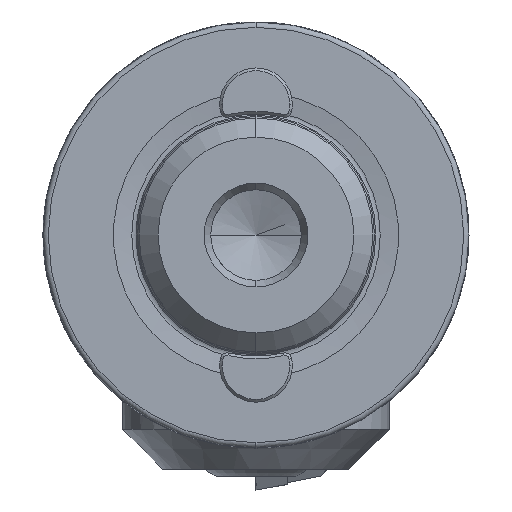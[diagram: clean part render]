
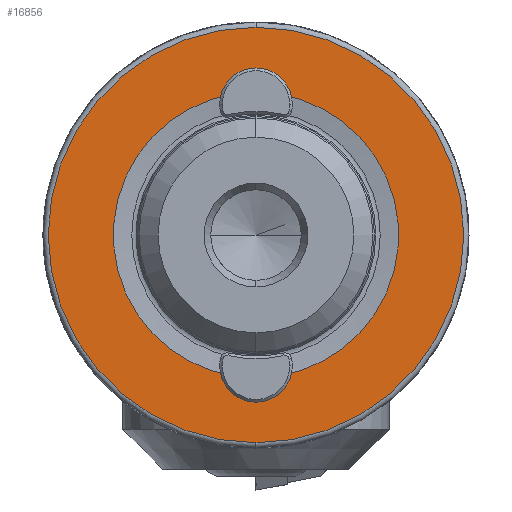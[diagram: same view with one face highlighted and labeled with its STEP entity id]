
A CAD part, left-side view. The second image highlights one B-rep face of the part: STEP entity #16856.
In plain terms, the highlighted planar face has unit normal (-1, 0, 0).
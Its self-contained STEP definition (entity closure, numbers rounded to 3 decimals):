
#45 = EDGE_CURVE ( 'NONE', #31685, #11771, #27470, .T. ) ;
#492 = AXIS2_PLACEMENT_3D ( 'NONE', #9048, #29882, #14306 ) ;
#1559 = FACE_BOUND ( 'NONE', #19048, .T. ) ;
#1639 = ORIENTED_EDGE ( 'NONE', *, *, #15816, .F. ) ;
#1818 = VERTEX_POINT ( 'NONE', #30544 ) ;
#2248 = AXIS2_PLACEMENT_3D ( 'NONE', #27555, #12029, #30209 ) ;
#2647 = AXIS2_PLACEMENT_3D ( 'NONE', #6908, #25137, #9548 ) ;
#2821 = CARTESIAN_POINT ( 'NONE',  ( 0., 0., 0. ) ) ;
#4014 = FACE_OUTER_BOUND ( 'NONE', #21760, .T. ) ;
#4425 = VERTEX_POINT ( 'NONE', #30796 ) ;
#4819 = AXIS2_PLACEMENT_3D ( 'NONE', #24374, #8783, #26958 ) ;
#5449 = DIRECTION ( 'NONE',  ( 0., 0., 1. ) ) ;
#6908 = CARTESIAN_POINT ( 'NONE',  ( 0., 0., 10.85 ) ) ;
#7408 = ORIENTED_EDGE ( 'NONE', *, *, #16909, .T. ) ;
#8026 = CARTESIAN_POINT ( 'NONE',  ( 0., 0., -10.85 ) ) ;
#8386 = CARTESIAN_POINT ( 'NONE',  ( 0., 0., -10.85 ) ) ;
#8783 = DIRECTION ( 'NONE',  ( -1., 0., 0. ) ) ;
#9048 = CARTESIAN_POINT ( 'NONE',  ( 0., 10.715, 0. ) ) ;
#9086 = EDGE_CURVE ( 'NONE', #11771, #1818, #25187, .T. ) ;
#9100 = CARTESIAN_POINT ( 'NONE',  ( 0., 0., 10.85 ) ) ;
#9548 = DIRECTION ( 'NONE',  ( 0., 0., 1. ) ) ;
#10088 = CARTESIAN_POINT ( 'NONE',  ( 0., 0., 12.45 ) ) ;
#10593 = DIRECTION ( 'NONE',  ( -1., 0., 0. ) ) ;
#10670 = DIRECTION ( 'NONE',  ( 0., 0., 1. ) ) ;
#10955 = CIRCLE ( 'NONE', #18634, 1.6 ) ;
#11014 = DIRECTION ( 'NONE',  ( 0., 0., 1. ) ) ;
#11474 = VERTEX_POINT ( 'NONE', #18785 ) ;
#11484 = EDGE_CURVE ( 'NONE', #11474, #27260, #30782, .T. ) ;
#11738 = DIRECTION ( 'NONE',  ( 0., 0., 1. ) ) ;
#11771 = VERTEX_POINT ( 'NONE', #10088 ) ;
#12029 = DIRECTION ( 'NONE',  ( -1., 0., 0. ) ) ;
#12354 = VERTEX_POINT ( 'NONE', #30128 ) ;
#13613 = AXIS2_PLACEMENT_3D ( 'NONE', #8386, #26571, #11014 ) ;
#13985 = ORIENTED_EDGE ( 'NONE', *, *, #9086, .F. ) ;
#14306 = DIRECTION ( 'NONE',  ( 0., 0., -1. ) ) ;
#14940 = ORIENTED_EDGE ( 'NONE', *, *, #23629, .F. ) ;
#15097 = CIRCLE ( 'NONE', #17087, 10.715 ) ;
#15217 = AXIS2_PLACEMENT_3D ( 'NONE', #2821, #21084, #5449 ) ;
#15616 = ORIENTED_EDGE ( 'NONE', *, *, #24498, .F. ) ;
#15816 = EDGE_CURVE ( 'NONE', #1818, #12354, #15097, .T. ) ;
#16199 = CARTESIAN_POINT ( 'NONE',  ( 0., 0., -15.6 ) ) ;
#16856 = ADVANCED_FACE ( 'NONE', ( #1559, #4014 ), #27215, .F. ) ;
#16909 = EDGE_CURVE ( 'NONE', #20882, #4425, #28451, .T. ) ;
#17087 = AXIS2_PLACEMENT_3D ( 'NONE', #26138, #10593, #28776 ) ;
#18634 = AXIS2_PLACEMENT_3D ( 'NONE', #8026, #26215, #10670 ) ;
#18635 = ORIENTED_EDGE ( 'NONE', *, *, #29487, .T. ) ;
#18785 = CARTESIAN_POINT ( 'NONE',  ( 0., 0., -12.45 ) ) ;
#18930 = CIRCLE ( 'NONE', #15217, 15.6 ) ;
#19048 = EDGE_LOOP ( 'NONE', ( #1639, #13985, #29875, #14940, #21199, #15616 ) ) ;
#20738 = CARTESIAN_POINT ( 'NONE',  ( 0., -1.58, 10.598 ) ) ;
#20882 = VERTEX_POINT ( 'NONE', #16199 ) ;
#21084 = DIRECTION ( 'NONE',  ( -1., 0., 0. ) ) ;
#21188 = CIRCLE ( 'NONE', #4819, 10.715 ) ;
#21199 = ORIENTED_EDGE ( 'NONE', *, *, #11484, .F. ) ;
#21760 = EDGE_LOOP ( 'NONE', ( #18635, #7408 ) ) ;
#22282 = AXIS2_PLACEMENT_3D ( 'NONE', #9100, #27264, #11738 ) ;
#23502 = CARTESIAN_POINT ( 'NONE',  ( 0., -1.58, -10.598 ) ) ;
#23629 = EDGE_CURVE ( 'NONE', #27260, #31685, #21188, .T. ) ;
#24374 = CARTESIAN_POINT ( 'NONE',  ( 0., 0., 0. ) ) ;
#24498 = EDGE_CURVE ( 'NONE', #12354, #11474, #10955, .T. ) ;
#25137 = DIRECTION ( 'NONE',  ( -1., 0., 0. ) ) ;
#25187 = CIRCLE ( 'NONE', #22282, 1.6 ) ;
#26138 = CARTESIAN_POINT ( 'NONE',  ( 0., 0., 0. ) ) ;
#26215 = DIRECTION ( 'NONE',  ( -1., 0., 0. ) ) ;
#26571 = DIRECTION ( 'NONE',  ( -1., 0., 0. ) ) ;
#26958 = DIRECTION ( 'NONE',  ( 0., 0., 1. ) ) ;
#27215 = PLANE ( 'NONE',  #492 ) ;
#27260 = VERTEX_POINT ( 'NONE', #23502 ) ;
#27264 = DIRECTION ( 'NONE',  ( -1., 0., 0. ) ) ;
#27470 = CIRCLE ( 'NONE', #2647, 1.6 ) ;
#27555 = CARTESIAN_POINT ( 'NONE',  ( 0., 0., 0. ) ) ;
#28451 = CIRCLE ( 'NONE', #2248, 15.6 ) ;
#28776 = DIRECTION ( 'NONE',  ( 0., 0., 1. ) ) ;
#29487 = EDGE_CURVE ( 'NONE', #4425, #20882, #18930, .T. ) ;
#29875 = ORIENTED_EDGE ( 'NONE', *, *, #45, .F. ) ;
#29882 = DIRECTION ( 'NONE',  ( 1., 0., 0. ) ) ;
#30128 = CARTESIAN_POINT ( 'NONE',  ( 0., 1.58, -10.598 ) ) ;
#30209 = DIRECTION ( 'NONE',  ( 0., 0., 1. ) ) ;
#30544 = CARTESIAN_POINT ( 'NONE',  ( 0., 1.58, 10.598 ) ) ;
#30782 = CIRCLE ( 'NONE', #13613, 1.6 ) ;
#30796 = CARTESIAN_POINT ( 'NONE',  ( 0., 0., 15.6 ) ) ;
#31685 = VERTEX_POINT ( 'NONE', #20738 ) ;
